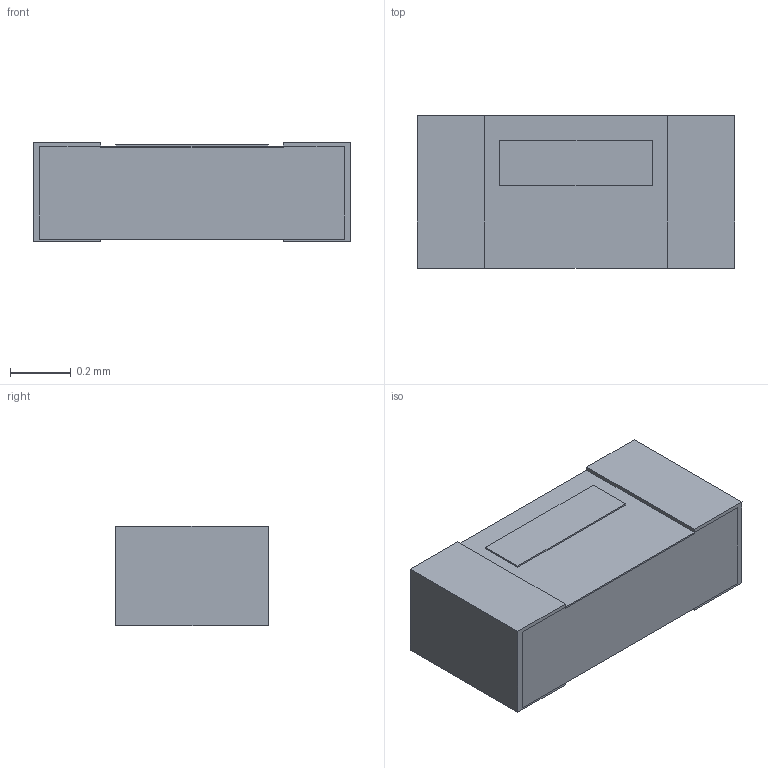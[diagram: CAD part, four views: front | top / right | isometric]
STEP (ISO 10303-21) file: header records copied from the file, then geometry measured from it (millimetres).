
FILE_DESCRIPTION( ('This file contains a STEP AP42 implementation' ,'as created by ZW3D STEP Interface translator.') ,'2;1' );
FILE_NAME( 'AL1005-L.stp' ,'14 919.10 349', (''), ('ZWCAD Software Co.'), 'Version 1.0', 'ZW3D to STEP translator', '' );
FILE_SCHEMA( ('CONFIG_CONTROL_DESIGN') );
Length unit declared in the file: millimetre
Products named in the file (1): 0
Bounding box: 1.04 x 0.5 x 0.33 mm (x, y, z)
Volume: 0.2 mm3; surface area: 6 mm2
Topology: 9 solids, 9 shells, 168 faces, 456 edges, 304 vertices
Faces by surface type: bspline 168
Entity records: 4727 total; most frequent: CARTESIAN_POINT 1889, ORIENTED_EDGE 912, B_SPLINE_CURVE_WITH_KNOTS 456, EDGE_CURVE 456, VERTEX_POINT 304, EDGE_LOOP 170, B_SPLINE_SURFACE_WITH_KNOTS 168, FACE_OUTER_BOUND 168
